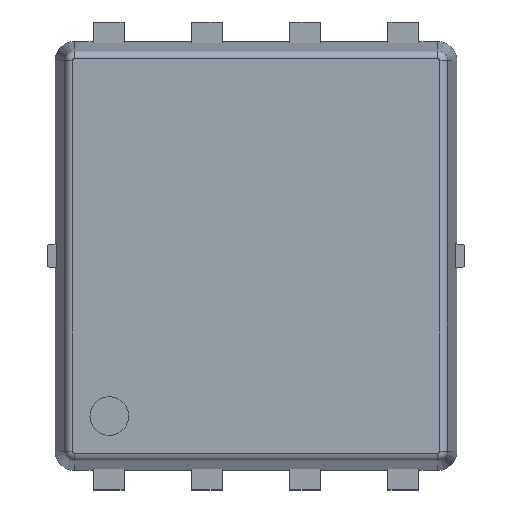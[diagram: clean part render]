
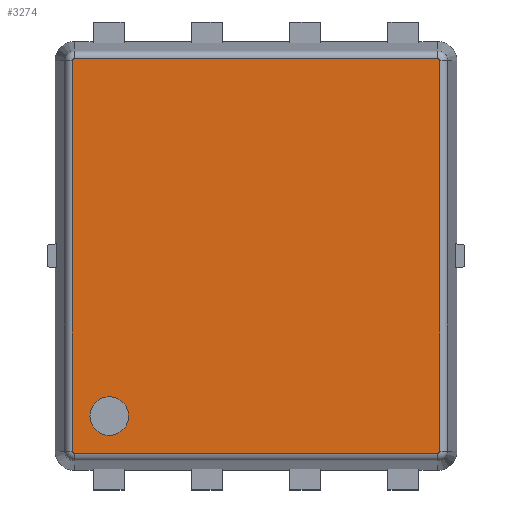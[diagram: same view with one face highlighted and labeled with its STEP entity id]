
A CAD part, top view. The second image highlights one B-rep face of the part: STEP entity #3274.
In plain terms, the highlighted planar face has unit normal (0, 0, 1).
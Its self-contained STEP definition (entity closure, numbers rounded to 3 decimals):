
#16 = DIRECTION ( 'NONE',  ( 1., 0., 0. ) ) ;
#119 = CARTESIAN_POINT ( 'NONE',  ( -2.35, -2.549, 1. ) ) ;
#153 = CARTESIAN_POINT ( 'NONE',  ( 2.374, 2.525, 1. ) ) ;
#190 = FACE_OUTER_BOUND ( 'NONE', #2371, .T. ) ;
#239 = ORIENTED_EDGE ( 'NONE', *, *, #1557, .T. ) ;
#259 = ORIENTED_EDGE ( 'NONE', *, *, #2611, .T. ) ;
#305 = VERTEX_POINT ( 'NONE', #3607 ) ;
#319 = CARTESIAN_POINT ( 'NONE',  ( -1.647, -2.072, 1. ) ) ;
#328 = EDGE_CURVE ( 'NONE', #1485, #1567, #4862, .T. ) ;
#400 = EDGE_CURVE ( 'NONE', #2546, #2943, #3522, .T. ) ;
#514 = ORIENTED_EDGE ( 'NONE', *, *, #572, .T. ) ;
#572 = EDGE_CURVE ( 'NONE', #305, #825, #3927, .T. ) ;
#682 = ORIENTED_EDGE ( 'NONE', *, *, #3377, .T. ) ;
#814 = CARTESIAN_POINT ( 'NONE',  ( -2.374, -2.525, 1. ) ) ;
#825 = VERTEX_POINT ( 'NONE', #119 ) ;
#841 = DIRECTION ( 'NONE',  ( 0., 0., 1. ) ) ;
#857 = DIRECTION ( 'NONE',  ( 1., 0., 0. ) ) ;
#888 = DIRECTION ( 'NONE',  ( 0., -1., 0. ) ) ;
#992 = VERTEX_POINT ( 'NONE', #4521 ) ;
#1156 = DIRECTION ( 'NONE',  ( 1., 0., 0. ) ) ;
#1176 = DIRECTION ( 'NONE',  ( 1., 0., 0. ) ) ;
#1210 = LINE ( 'NONE', #814, #3880 ) ;
#1322 = VECTOR ( 'NONE', #2235, 1000. ) ;
#1337 = DIRECTION ( 'NONE',  ( 1., 0., 0. ) ) ;
#1429 = AXIS2_PLACEMENT_3D ( 'NONE', #4557, #3429, #1176 ) ;
#1479 = DIRECTION ( 'NONE',  ( 0., 0., 1. ) ) ;
#1485 = VERTEX_POINT ( 'NONE', #4049 ) ;
#1489 = DIRECTION ( 'NONE',  ( 0., 0., 1. ) ) ;
#1523 = CARTESIAN_POINT ( 'NONE',  ( -2.35, 2.549, 1. ) ) ;
#1538 = CARTESIAN_POINT ( 'NONE',  ( 2.35, -2.525, 1. ) ) ;
#1557 = EDGE_CURVE ( 'NONE', #2786, #3469, #3803, .T. ) ;
#1567 = VERTEX_POINT ( 'NONE', #319 ) ;
#1576 = FACE_BOUND ( 'NONE', #2003, .T. ) ;
#1703 = CIRCLE ( 'NONE', #3000, 0.024 ) ;
#1720 = CIRCLE ( 'NONE', #1429, 0.25 ) ;
#1796 = CARTESIAN_POINT ( 'NONE',  ( 2.374, -2.525, 1. ) ) ;
#1848 = CARTESIAN_POINT ( 'NONE',  ( -2.35, 2.525, 1. ) ) ;
#1944 = EDGE_CURVE ( 'NONE', #2570, #2546, #1703, .T. ) ;
#1974 = AXIS2_PLACEMENT_3D ( 'NONE', #3276, #2882, #2442 ) ;
#1997 = CARTESIAN_POINT ( 'NONE',  ( -2.35, 2.549, 1. ) ) ;
#2003 = EDGE_LOOP ( 'NONE', ( #2148, #2731 ) ) ;
#2062 = AXIS2_PLACEMENT_3D ( 'NONE', #3858, #3071, #857 ) ;
#2148 = ORIENTED_EDGE ( 'NONE', *, *, #2465, .F. ) ;
#2167 = CARTESIAN_POINT ( 'NONE',  ( 2.35, 2.549, 1. ) ) ;
#2187 = DIRECTION ( 'NONE',  ( 1., 0., 0. ) ) ;
#2235 = DIRECTION ( 'NONE',  ( -1., 0., 0. ) ) ;
#2237 = CARTESIAN_POINT ( 'NONE',  ( 2.35, -2.549, 1. ) ) ;
#2251 = AXIS2_PLACEMENT_3D ( 'NONE', #3809, #1479, #1156 ) ;
#2348 = DIRECTION ( 'NONE',  ( 0., 0., 1. ) ) ;
#2371 = EDGE_LOOP ( 'NONE', ( #239, #682, #259, #514, #2516, #3265, #4066, #4685 ) ) ;
#2442 = DIRECTION ( 'NONE',  ( 1., 0., 0. ) ) ;
#2465 = EDGE_CURVE ( 'NONE', #1567, #1485, #1720, .T. ) ;
#2516 = ORIENTED_EDGE ( 'NONE', *, *, #4037, .T. ) ;
#2546 = VERTEX_POINT ( 'NONE', #1796 ) ;
#2570 = VERTEX_POINT ( 'NONE', #4131 ) ;
#2611 = EDGE_CURVE ( 'NONE', #992, #305, #1210, .T. ) ;
#2625 = CARTESIAN_POINT ( 'NONE',  ( -2.35, -2.525, 1. ) ) ;
#2649 = VECTOR ( 'NONE', #2739, 1000. ) ;
#2726 = DIRECTION ( 'NONE',  ( 1., 0., 0. ) ) ;
#2731 = ORIENTED_EDGE ( 'NONE', *, *, #328, .F. ) ;
#2739 = DIRECTION ( 'NONE',  ( 0., 1., 0. ) ) ;
#2786 = VERTEX_POINT ( 'NONE', #2167 ) ;
#2866 = AXIS2_PLACEMENT_3D ( 'NONE', #1848, #1489, #16 ) ;
#2882 = DIRECTION ( 'NONE',  ( 0., 0., 1. ) ) ;
#2943 = VERTEX_POINT ( 'NONE', #3315 ) ;
#2985 = AXIS2_PLACEMENT_3D ( 'NONE', #2625, #841, #2726 ) ;
#3000 = AXIS2_PLACEMENT_3D ( 'NONE', #1538, #2348, #1337 ) ;
#3071 = DIRECTION ( 'NONE',  ( 0., 0., 1. ) ) ;
#3196 = PLANE ( 'NONE',  #1974 ) ;
#3265 = ORIENTED_EDGE ( 'NONE', *, *, #1944, .T. ) ;
#3274 = ADVANCED_FACE ( 'NONE', ( #190, #1576 ), #3196, .T. ) ;
#3276 = CARTESIAN_POINT ( 'NONE',  ( -2.35, -2.525, 1. ) ) ;
#3315 = CARTESIAN_POINT ( 'NONE',  ( 2.374, 2.525, 1. ) ) ;
#3377 = EDGE_CURVE ( 'NONE', #3469, #992, #3974, .T. ) ;
#3429 = DIRECTION ( 'NONE',  ( 0., 0., 1. ) ) ;
#3469 = VERTEX_POINT ( 'NONE', #1997 ) ;
#3522 = LINE ( 'NONE', #153, #2649 ) ;
#3573 = VECTOR ( 'NONE', #2187, 1000. ) ;
#3607 = CARTESIAN_POINT ( 'NONE',  ( -2.374, -2.525, 1. ) ) ;
#3776 = EDGE_CURVE ( 'NONE', #2943, #2786, #4203, .T. ) ;
#3803 = LINE ( 'NONE', #1523, #1322 ) ;
#3809 = CARTESIAN_POINT ( 'NONE',  ( -1.897, -2.072, 1. ) ) ;
#3858 = CARTESIAN_POINT ( 'NONE',  ( 2.35, 2.525, 1. ) ) ;
#3880 = VECTOR ( 'NONE', #888, 1000. ) ;
#3927 = CIRCLE ( 'NONE', #2985, 0.024 ) ;
#3974 = CIRCLE ( 'NONE', #2866, 0.024 ) ;
#4037 = EDGE_CURVE ( 'NONE', #825, #2570, #4143, .T. ) ;
#4049 = CARTESIAN_POINT ( 'NONE',  ( -2.147, -2.072, 1. ) ) ;
#4066 = ORIENTED_EDGE ( 'NONE', *, *, #400, .T. ) ;
#4131 = CARTESIAN_POINT ( 'NONE',  ( 2.35, -2.549, 1. ) ) ;
#4143 = LINE ( 'NONE', #2237, #3573 ) ;
#4203 = CIRCLE ( 'NONE', #2062, 0.024 ) ;
#4521 = CARTESIAN_POINT ( 'NONE',  ( -2.374, 2.525, 1. ) ) ;
#4557 = CARTESIAN_POINT ( 'NONE',  ( -1.897, -2.072, 1. ) ) ;
#4685 = ORIENTED_EDGE ( 'NONE', *, *, #3776, .T. ) ;
#4862 = CIRCLE ( 'NONE', #2251, 0.25 ) ;
